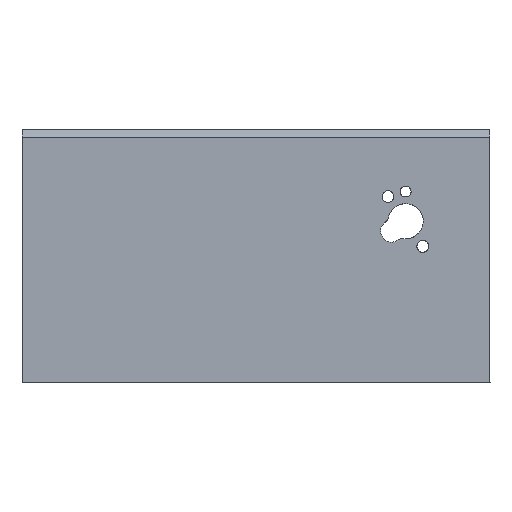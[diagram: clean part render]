
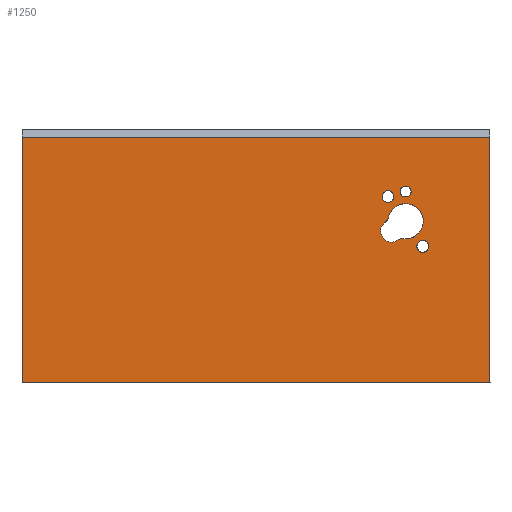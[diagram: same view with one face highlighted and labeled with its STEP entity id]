
A CAD part, front view. The second image highlights one B-rep face of the part: STEP entity #1250.
In plain terms, the highlighted planar face has unit normal (0, -1, 0).
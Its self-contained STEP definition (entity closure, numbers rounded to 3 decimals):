
#1056=CARTESIAN_POINT('',(-162.325,264.647,465.393));
#1057=DIRECTION('',(0.,1.,-0.));
#1058=DIRECTION('',(-1.,0.,0.));
#1059=AXIS2_PLACEMENT_3D('',#1056,#1057,#1058);
#1060=PLANE('',#1059);
#1061=CARTESIAN_POINT('',(-185.977,264.65,470.032));
#1062=VERTEX_POINT('',#1061);
#1063=CARTESIAN_POINT('',(-0.941,264.624,470.032));
#1064=VERTEX_POINT('',#1063);
#1065=CARTESIAN_POINT('',(-185.977,264.65,470.032));
#1066=DIRECTION('',(1.,0.,-0.));
#1067=VECTOR('',#1066,185.036);
#1068=LINE('',#1065,#1067);
#1069=EDGE_CURVE('',#1062,#1064,#1068,.T.);
#1070=ORIENTED_EDGE('',*,*,#1069,.T.);
#1071=CARTESIAN_POINT('',(-0.941,264.624,567.032));
#1072=VERTEX_POINT('',#1071);
#1073=CARTESIAN_POINT('',(-0.941,264.624,470.032));
#1074=DIRECTION('',(0.,0.,1.));
#1075=VECTOR('',#1074,97.);
#1076=LINE('',#1073,#1075);
#1077=EDGE_CURVE('',#1064,#1072,#1076,.T.);
#1078=ORIENTED_EDGE('',*,*,#1077,.T.);
#1079=CARTESIAN_POINT('',(-185.977,264.65,567.032));
#1080=VERTEX_POINT('',#1079);
#1081=CARTESIAN_POINT('',(-185.977,264.65,567.032));
#1082=DIRECTION('',(1.,0.,-0.));
#1083=VECTOR('',#1082,185.036);
#1084=LINE('',#1081,#1083);
#1085=EDGE_CURVE('',#1080,#1072,#1084,.T.);
#1086=ORIENTED_EDGE('',*,*,#1085,.F.);
#1087=CARTESIAN_POINT('',(-185.977,264.65,470.032));
#1088=DIRECTION('',(-0.,0.,1.));
#1089=VECTOR('',#1088,97.);
#1090=LINE('',#1087,#1089);
#1091=EDGE_CURVE('',#1062,#1080,#1090,.T.);
#1092=ORIENTED_EDGE('',*,*,#1091,.F.);
#1093=EDGE_LOOP('',(#1070,#1078,#1086,#1092));
#1094=FACE_BOUND('',#1093,.T.);
#1095=CARTESIAN_POINT('',(-36.433,264.629,545.51));
#1096=VERTEX_POINT('',#1095);
#1097=CARTESIAN_POINT('',(-34.283,264.629,545.51));
#1098=DIRECTION('',(0.,-1.,0.));
#1099=DIRECTION('',(-1.,0.,0.));
#1100=AXIS2_PLACEMENT_3D('',#1097,#1098,#1099);
#1101=ELLIPSE('',#1100,2.15,2.15);
#1102=EDGE_CURVE('',#1096,#1096,#1101,.T.);
#1103=ORIENTED_EDGE('',*,*,#1102,.F.);
#1104=EDGE_LOOP('',(#1103));
#1105=FACE_BOUND('',#1104,.T.);
#1106=CARTESIAN_POINT('',(-26.157,264.628,521.911));
#1107=VERTEX_POINT('',#1106);
#1108=CARTESIAN_POINT('',(-25.58,264.628,525.184));
#1109=VERTEX_POINT('',#1108);
#1110=CARTESIAN_POINT('',(-27.505,264.628,523.836));
#1111=DIRECTION('',(0.,1.,-0.));
#1112=DIRECTION('',(0.574,0.,-0.819));
#1113=AXIS2_PLACEMENT_3D('',#1110,#1111,#1112);
#1114=ELLIPSE('',#1113,2.35,2.35);
#1115=EDGE_CURVE('',#1107,#1109,#1114,.T.);
#1116=ORIENTED_EDGE('',*,*,#1115,.T.);
#1117=CARTESIAN_POINT('',(-27.505,264.628,523.836));
#1118=DIRECTION('',(0.,1.,-0.));
#1119=DIRECTION('',(0.574,0.,-0.819));
#1120=AXIS2_PLACEMENT_3D('',#1117,#1118,#1119);
#1121=ELLIPSE('',#1120,2.35,2.35);
#1122=EDGE_CURVE('',#1109,#1107,#1121,.T.);
#1123=ORIENTED_EDGE('',*,*,#1122,.T.);
#1124=EDGE_LOOP('',(#1116,#1123));
#1125=FACE_BOUND('',#1124,.T.);
#1126=CARTESIAN_POINT('',(-39.923,264.63,541.57));
#1127=VERTEX_POINT('',#1126);
#1128=CARTESIAN_POINT('',(-39.346,264.629,544.843));
#1129=VERTEX_POINT('',#1128);
#1130=CARTESIAN_POINT('',(-41.271,264.63,543.495));
#1131=DIRECTION('',(0.,1.,-0.));
#1132=DIRECTION('',(0.574,0.,-0.819));
#1133=AXIS2_PLACEMENT_3D('',#1130,#1131,#1132);
#1134=ELLIPSE('',#1133,2.35,2.35);
#1135=EDGE_CURVE('',#1127,#1129,#1134,.T.);
#1136=ORIENTED_EDGE('',*,*,#1135,.T.);
#1137=CARTESIAN_POINT('',(-41.271,264.63,543.495));
#1138=DIRECTION('',(0.,1.,-0.));
#1139=DIRECTION('',(0.574,0.,-0.819));
#1140=AXIS2_PLACEMENT_3D('',#1137,#1138,#1139);
#1141=ELLIPSE('',#1140,2.35,2.35);
#1142=EDGE_CURVE('',#1129,#1127,#1141,.T.);
#1143=ORIENTED_EDGE('',*,*,#1142,.T.);
#1144=EDGE_LOOP('',(#1136,#1143));
#1145=FACE_BOUND('',#1144,.T.);
#1146=CARTESIAN_POINT('',(-42.622,264.63,533.095));
#1147=VERTEX_POINT('',#1146);
#1148=CARTESIAN_POINT('',(-42.599,264.63,533.111));
#1149=VERTEX_POINT('',#1148);
#1150=CARTESIAN_POINT('',(-42.622,264.63,533.095));
#1151=DIRECTION('',(0.819,0.,0.574));
#1152=VECTOR('',#1151,0.028);
#1153=LINE('',#1150,#1152);
#1154=EDGE_CURVE('',#1147,#1149,#1153,.T.);
#1155=ORIENTED_EDGE('',*,*,#1154,.T.);
#1156=CARTESIAN_POINT('',(-41.087,264.63,535.344));
#1157=VERTEX_POINT('',#1156);
#1158=CARTESIAN_POINT('',(-42.599,264.63,533.111));
#1159=CARTESIAN_POINT('',(-42.409,264.63,533.244));
#1160=CARTESIAN_POINT('',(-42.234,264.63,533.393));
#1161=CARTESIAN_POINT('',(-42.074,264.63,533.556));
#1162=CARTESIAN_POINT('',(-41.994,264.63,533.637));
#1163=CARTESIAN_POINT('',(-41.918,264.63,533.722));
#1164=CARTESIAN_POINT('',(-41.845,264.63,533.811));
#1165=CARTESIAN_POINT('',(-41.772,264.63,533.9));
#1166=CARTESIAN_POINT('',(-41.703,264.63,533.993));
#1167=CARTESIAN_POINT('',(-41.638,264.63,534.089));
#1168=CARTESIAN_POINT('',(-41.508,264.63,534.28));
#1169=CARTESIAN_POINT('',(-41.398,264.63,534.48));
#1170=CARTESIAN_POINT('',(-41.306,264.63,534.69));
#1171=CARTESIAN_POINT('',(-41.214,264.63,534.899));
#1172=CARTESIAN_POINT('',(-41.141,264.63,535.119));
#1173=CARTESIAN_POINT('',(-41.087,264.63,535.344));
#1174=B_SPLINE_CURVE_WITH_KNOTS('',3,(#1158,#1159,#1160,#1161,#1162,#1163,#1164,#1165,#1166,#1167,#1168,#1169,#1170,#1171,#1172,#1173),.UNSPECIFIED.,.F.,.F.,(4,3,3,3,3,4),(0.,0.001,0.001,0.001,0.002,0.003),.UNSPECIFIED.);
#1175=EDGE_CURVE('',#1149,#1157,#1174,.T.);
#1176=ORIENTED_EDGE('',*,*,#1175,.T.);
#1177=CARTESIAN_POINT('',(-34.295,264.629,540.724));
#1178=VERTEX_POINT('',#1177);
#1179=CARTESIAN_POINT('',(-34.295,264.629,533.746));
#1180=DIRECTION('',(0.,-1.,0.));
#1181=DIRECTION('',(1.,0.,-0.));
#1182=AXIS2_PLACEMENT_3D('',#1179,#1180,#1181);
#1183=ELLIPSE('',#1182,6.978,6.978);
#1184=EDGE_CURVE('',#1178,#1157,#1183,.T.);
#1185=ORIENTED_EDGE('',*,*,#1184,.F.);
#1186=CARTESIAN_POINT('',(-35.102,264.629,526.815));
#1187=VERTEX_POINT('',#1186);
#1188=CARTESIAN_POINT('',(-34.295,264.629,533.746));
#1189=DIRECTION('',(0.,-1.,0.));
#1190=DIRECTION('',(1.,0.,-0.));
#1191=AXIS2_PLACEMENT_3D('',#1188,#1189,#1190);
#1192=ELLIPSE('',#1191,6.978,6.978);
#1193=EDGE_CURVE('',#1187,#1178,#1192,.T.);
#1194=ORIENTED_EDGE('',*,*,#1193,.F.);
#1195=CARTESIAN_POINT('',(-37.717,264.629,526.153));
#1196=VERTEX_POINT('',#1195);
#1197=CARTESIAN_POINT('',(-35.102,264.629,526.815));
#1198=CARTESIAN_POINT('',(-35.332,264.629,526.842));
#1199=CARTESIAN_POINT('',(-35.561,264.629,526.848));
#1200=CARTESIAN_POINT('',(-35.789,264.629,526.833));
#1201=CARTESIAN_POINT('',(-35.903,264.629,526.825));
#1202=CARTESIAN_POINT('',(-36.017,264.629,526.812));
#1203=CARTESIAN_POINT('',(-36.131,264.629,526.794));
#1204=CARTESIAN_POINT('',(-36.244,264.629,526.776));
#1205=CARTESIAN_POINT('',(-36.358,264.629,526.753));
#1206=CARTESIAN_POINT('',(-36.47,264.629,526.725));
#1207=CARTESIAN_POINT('',(-36.694,264.629,526.668));
#1208=CARTESIAN_POINT('',(-36.91,264.629,526.592));
#1209=CARTESIAN_POINT('',(-37.118,264.629,526.497));
#1210=CARTESIAN_POINT('',(-37.325,264.629,526.401));
#1211=CARTESIAN_POINT('',(-37.527,264.629,526.286));
#1212=CARTESIAN_POINT('',(-37.717,264.629,526.153));
#1213=B_SPLINE_CURVE_WITH_KNOTS('',3,(#1197,#1198,#1199,#1200,#1201,#1202,#1203,#1204,#1205,#1206,#1207,#1208,#1209,#1210,#1211,#1212),.UNSPECIFIED.,.F.,.F.,(4,3,3,3,3,4),(0.,0.001,0.001,0.001,0.002,0.003),.UNSPECIFIED.);
#1214=EDGE_CURVE('',#1187,#1196,#1213,.T.);
#1215=ORIENTED_EDGE('',*,*,#1214,.T.);
#1216=CARTESIAN_POINT('',(-37.738,264.629,526.138));
#1217=VERTEX_POINT('',#1216);
#1218=CARTESIAN_POINT('',(-37.738,264.629,526.138));
#1219=DIRECTION('',(0.819,0.,0.574));
#1220=VECTOR('',#1219,0.027);
#1221=LINE('',#1218,#1220);
#1222=EDGE_CURVE('',#1217,#1196,#1221,.T.);
#1223=ORIENTED_EDGE('',*,*,#1222,.F.);
#1224=CARTESIAN_POINT('',(-43.016,264.63,527.062));
#1225=VERTEX_POINT('',#1224);
#1226=CARTESIAN_POINT('',(-39.915,264.63,529.239));
#1227=DIRECTION('',(0.,1.,-0.));
#1228=DIRECTION('',(-1.,0.,0.));
#1229=AXIS2_PLACEMENT_3D('',#1226,#1227,#1228);
#1230=CIRCLE('',#1229,3.789);
#1231=EDGE_CURVE('',#1217,#1225,#1230,.T.);
#1232=ORIENTED_EDGE('',*,*,#1231,.T.);
#1233=CARTESIAN_POINT('',(-43.546,264.63,527.817));
#1234=VERTEX_POINT('',#1233);
#1235=CARTESIAN_POINT('',(-43.016,264.63,527.062));
#1236=DIRECTION('',(-0.574,0.,0.819));
#1237=VECTOR('',#1236,0.922);
#1238=LINE('',#1235,#1237);
#1239=EDGE_CURVE('',#1225,#1234,#1238,.T.);
#1240=ORIENTED_EDGE('',*,*,#1239,.T.);
#1241=CARTESIAN_POINT('',(-40.445,264.63,529.994));
#1242=DIRECTION('',(0.,1.,-0.));
#1243=DIRECTION('',(-1.,0.,0.));
#1244=AXIS2_PLACEMENT_3D('',#1241,#1242,#1243);
#1245=CIRCLE('',#1244,3.789);
#1246=EDGE_CURVE('',#1234,#1147,#1245,.T.);
#1247=ORIENTED_EDGE('',*,*,#1246,.T.);
#1248=EDGE_LOOP('',(#1155,#1176,#1185,#1194,#1215,#1223,#1232,#1240,#1247));
#1249=FACE_BOUND('',#1248,.T.);
#1250=ADVANCED_FACE('',(#1094,#1105,#1125,#1145,#1249),#1060,.F.);
